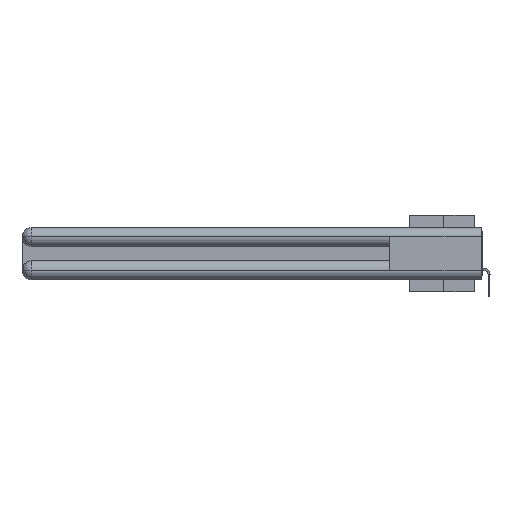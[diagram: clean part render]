
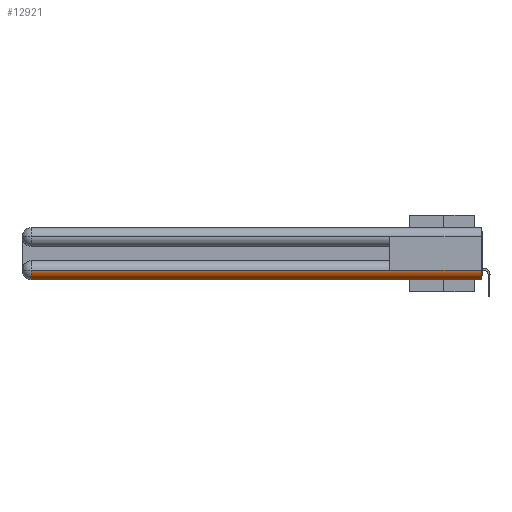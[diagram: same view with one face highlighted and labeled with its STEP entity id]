
A CAD part, left-side view. The second image highlights one B-rep face of the part: STEP entity #12921.
In plain terms, the highlighted cylindrical face has radius 1.562 mm (diameter 3.124 mm), a partial arc.
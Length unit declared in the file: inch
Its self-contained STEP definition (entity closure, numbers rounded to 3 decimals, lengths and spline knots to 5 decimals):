
#416 = VERTEX_POINT ( 'NONE', #26169 ) ;
#1992 = AXIS2_PLACEMENT_3D ( 'NONE', #21902, #33799, #25099 ) ;
#2700 = EDGE_CURVE ( 'NONE', #31460, #31547, #32378, .T. ) ;
#2811 = DIRECTION ( 'NONE',  ( 0., -1., 0. ) ) ;
#3634 = DIRECTION ( 'NONE',  ( 0., -1., 0. ) ) ;
#4593 = DIRECTION ( 'NONE',  ( 0., 1., 0. ) ) ;
#5236 = EDGE_CURVE ( 'NONE', #416, #31113, #32101, .T. ) ;
#5673 = ORIENTED_EDGE ( 'NONE', *, *, #5236, .F. ) ;
#5901 = AXIS2_PLACEMENT_3D ( 'NONE', #26457, #3634, #6662 ) ;
#6434 = EDGE_LOOP ( 'NONE', ( #18011, #26413, #37003, #5673, #32645 ) ) ;
#6662 = DIRECTION ( 'NONE',  ( 0., 0., -1. ) ) ;
#7928 = EDGE_CURVE ( 'NONE', #23467, #31460, #30405, .T. ) ;
#8943 = AXIS2_PLACEMENT_3D ( 'NONE', #14468, #17665, #29150 ) ;
#9305 = FACE_OUTER_BOUND ( 'NONE', #6434, .T. ) ;
#9702 = CARTESIAN_POINT ( 'NONE',  ( 0., 0., -0.2785 ) ) ;
#12921 = ADVANCED_FACE ( 'NONE', ( #9305 ), #32494, .T. ) ;
#14468 = CARTESIAN_POINT ( 'NONE',  ( 0.0615, 2.94, -0.2785 ) ) ;
#15929 = LINE ( 'NONE', #29686, #23828 ) ;
#17665 = DIRECTION ( 'NONE',  ( 0., -1., 0. ) ) ;
#18011 = ORIENTED_EDGE ( 'NONE', *, *, #7928, .T. ) ;
#18293 = CARTESIAN_POINT ( 'NONE',  ( 0.0615, 2.94, -0.34 ) ) ;
#21471 = VECTOR ( 'NONE', #35891, 39.37008 ) ;
#21902 = CARTESIAN_POINT ( 'NONE',  ( 0.0615, 0., -0.2785 ) ) ;
#22999 = CARTESIAN_POINT ( 'NONE',  ( 0., 0.6, -0.2785 ) ) ;
#23467 = VERTEX_POINT ( 'NONE', #22999 ) ;
#23828 = VECTOR ( 'NONE', #4593, 39.37008 ) ;
#25099 = DIRECTION ( 'NONE',  ( 1., 0., 0. ) ) ;
#25266 = VECTOR ( 'NONE', #2811, 39.37008 ) ;
#26169 = CARTESIAN_POINT ( 'NONE',  ( 0., 0., -0.2785 ) ) ;
#26413 = ORIENTED_EDGE ( 'NONE', *, *, #2700, .T. ) ;
#26457 = CARTESIAN_POINT ( 'NONE',  ( 0.0615, 0., -0.2785 ) ) ;
#28470 = LINE ( 'NONE', #34512, #25266 ) ;
#29150 = DIRECTION ( 'NONE',  ( 0., 0., 1. ) ) ;
#29686 = CARTESIAN_POINT ( 'NONE',  ( 0.0615, 0., -0.34 ) ) ;
#30405 = LINE ( 'NONE', #9702, #21471 ) ;
#30725 = EDGE_CURVE ( 'NONE', #31113, #31547, #15929, .T. ) ;
#31113 = VERTEX_POINT ( 'NONE', #32485 ) ;
#31460 = VERTEX_POINT ( 'NONE', #34725 ) ;
#31547 = VERTEX_POINT ( 'NONE', #18293 ) ;
#32101 = CIRCLE ( 'NONE', #1992, 0.0615 ) ;
#32378 = CIRCLE ( 'NONE', #8943, 0.0615 ) ;
#32485 = CARTESIAN_POINT ( 'NONE',  ( 0.0615, 0., -0.34 ) ) ;
#32494 = CYLINDRICAL_SURFACE ( 'NONE', #5901, 0.0615 ) ;
#32645 = ORIENTED_EDGE ( 'NONE', *, *, #34521, .F. ) ;
#33799 = DIRECTION ( 'NONE',  ( 0., -1., 0. ) ) ;
#34512 = CARTESIAN_POINT ( 'NONE',  ( 0., 0., -0.2785 ) ) ;
#34521 = EDGE_CURVE ( 'NONE', #23467, #416, #28470, .T. ) ;
#34725 = CARTESIAN_POINT ( 'NONE',  ( 0., 2.94, -0.2785 ) ) ;
#35891 = DIRECTION ( 'NONE',  ( 0., 1., 0. ) ) ;
#37003 = ORIENTED_EDGE ( 'NONE', *, *, #30725, .F. ) ;
